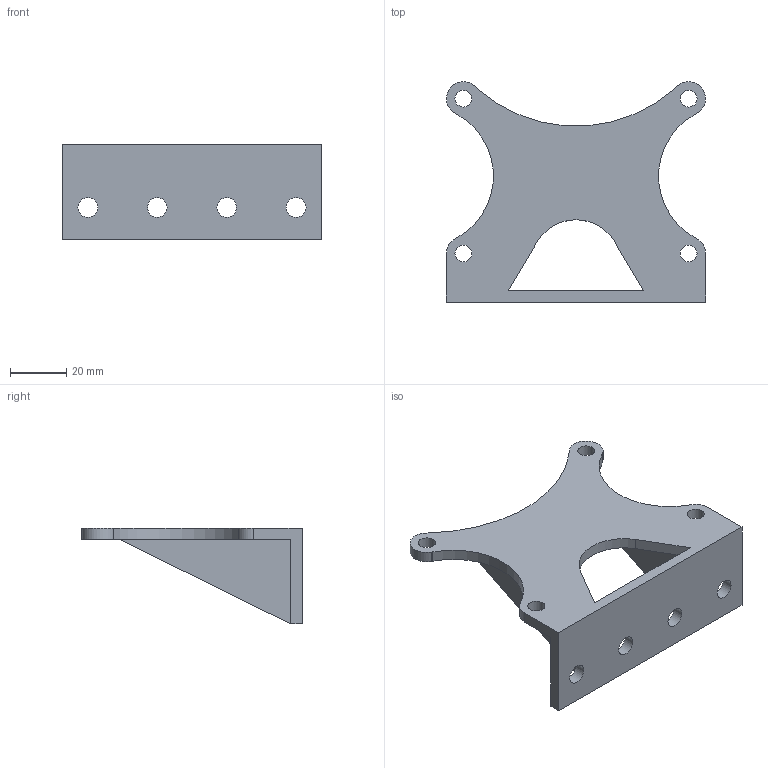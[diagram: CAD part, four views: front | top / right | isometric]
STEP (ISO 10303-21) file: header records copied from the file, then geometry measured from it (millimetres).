
FILE_DESCRIPTION(/* description */ (''),/* implementation_level */ '2;1');
FILE_NAME(/* name */ 'Lamp attacher to greenlab profile.step',/* time_stamp */ '2025-07-22T18:13:42+03:00',/* author */ (''),/* organization */ (''),/* preprocessor_version */ 'ST-DEVELOPER v20.1',/* originating_system */ 'Autodesk Translation Framework v14.10.0.0',/* authorisation */ '');
FILE_SCHEMA (('AUTOMOTIVE_DESIGN { 1 0 10303 214 3 1 1 }'));
Length unit declared in the file: millimetre
Products named in the file (3): Boksi; box; pidike profiliin
Assembly tree (2 placements, depth 3):
  Boksi
    box
      pidike profiliin
Bounding box: 92 x 78.24 x 34 mm (x, y, z)
Volume: 34878 mm3; surface area: 20110.7 mm2
Topology: 1 solids, 1 shells, 39 faces, 108 edges, 70 vertices
Faces by surface type: plane 23, cylinder 16
Full cylindrical faces by diameter (mm): 6 x4, 7 x4
Entity records: 1355 total; most frequent: DIRECTION 228, CARTESIAN_POINT 222, ORIENTED_EDGE 216, EDGE_CURVE 108, LINE 76, VECTOR 76, AXIS2_PLACEMENT_3D 76, VERTEX_POINT 70
